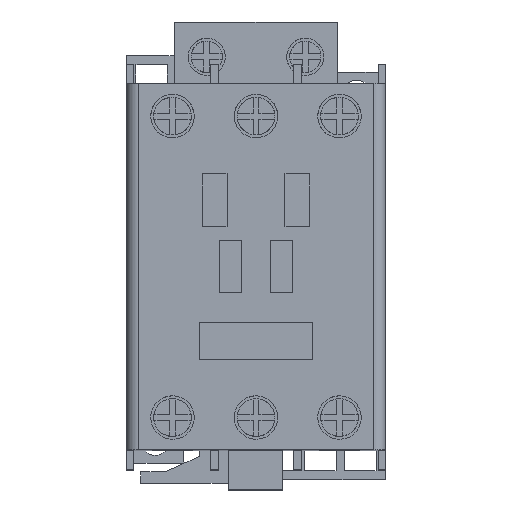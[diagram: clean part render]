
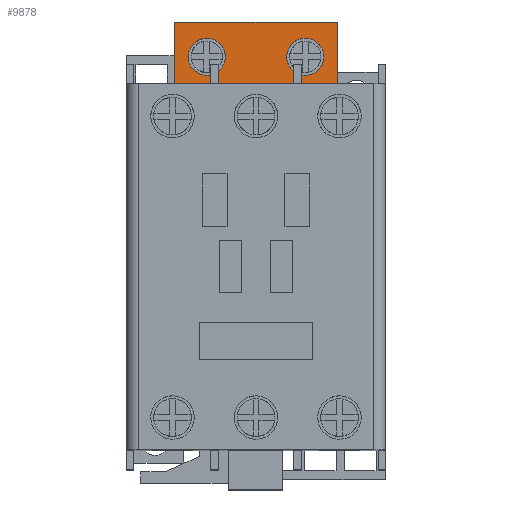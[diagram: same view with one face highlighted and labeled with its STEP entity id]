
A CAD part, top view. The second image highlights one B-rep face of the part: STEP entity #9878.
In plain terms, the highlighted free-form (B-spline) face has degree [1, 1] with [2, 2] control points.
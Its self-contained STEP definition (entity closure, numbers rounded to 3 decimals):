
#8503=CARTESIAN_POINT('V532',(11.7,36.3,
   47.1));
#8504=VERTEX_POINT('V532',#8503);
#8512=CARTESIAN_POINT('E770',(11.7,36.3,
   47.1));
#8513=CARTESIAN_POINT('E770',(11.7,30.757,
   47.1));
#8514=CARTESIAN_POINT('E770',(6.9,33.529,
   47.1));
#8515=CARTESIAN_POINT('E770',(2.1,36.3,
   47.1));
#8516=CARTESIAN_POINT('E770',(6.9,39.071,
   47.1));
#8517=CARTESIAN_POINT('E770',(11.7,41.843,
   47.1));
#8518=CARTESIAN_POINT('E770',(11.7,36.3,
   47.1));
#8526=(BOUNDED_CURVE()B_SPLINE_CURVE(2,(#8512,#8513,#8514,#8515,
   #8516,#8517,#8518),.CIRCULAR_ARC.,.T.,.U.)
   B_SPLINE_CURVE_WITH_KNOTS((3,2,2,3),(0.0,2.217,
   4.434,6.651),.UNSPECIFIED.)CURVE()
   GEOMETRIC_REPRESENTATION_ITEM()RATIONAL_B_SPLINE_CURVE((1.0,
   0.5,1.0,0.5,1.0,0.5,1.0)
   )REPRESENTATION_ITEM('E770'));
#8527=EDGE_CURVE('E770',#8504,#8504,#8526,.T.);
#9082=CARTESIAN_POINT('V533',(-5.3,36.3,
   47.1));
#9083=VERTEX_POINT('V533',#9082);
#9091=CARTESIAN_POINT('E772',(-5.3,36.3,
   47.1));
#9092=CARTESIAN_POINT('E772',(-5.3,30.757,
   47.1));
#9093=CARTESIAN_POINT('E772',(-10.1,33.529,
   47.1));
#9094=CARTESIAN_POINT('E772',(-14.9,36.3,
   47.1));
#9095=CARTESIAN_POINT('E772',(-10.1,39.071,
   47.1));
#9096=CARTESIAN_POINT('E772',(-5.3,41.843,
   47.1));
#9097=CARTESIAN_POINT('E772',(-5.3,36.3,
   47.1));
#9105=(BOUNDED_CURVE()B_SPLINE_CURVE(2,(#9091,#9092,#9093,#9094,
   #9095,#9096,#9097),.CIRCULAR_ARC.,.T.,.U.)
   B_SPLINE_CURVE_WITH_KNOTS((3,2,2,3),(0.0,2.217,
   4.434,6.651),.UNSPECIFIED.)CURVE()
   GEOMETRIC_REPRESENTATION_ITEM()RATIONAL_B_SPLINE_CURVE((1.0,
   0.5,1.0,0.5,1.0,0.5,1.0)
   )REPRESENTATION_ITEM('E772'));
#9106=EDGE_CURVE('E772',#9083,#9083,#9105,.T.);
#9514=CARTESIAN_POINT('V178',(14.0,42.3,
   47.1));
#9515=VERTEX_POINT('V178',#9514);
#9516=CARTESIAN_POINT('V179',(-14.0,42.3,
   47.1));
#9517=VERTEX_POINT('V179',#9516);
#9518=CARTESIAN_POINT('E219',(14.0,42.3,
   47.1));
#9519=CARTESIAN_POINT('E219',(-14.0,42.3,
   47.1));
#9520=B_SPLINE_CURVE_WITH_KNOTS('E219',1,(#9518,#9519),
   .POLYLINE_FORM.,.F.,.U.,(2,2),(0.0,2.542),
   .UNSPECIFIED.);
#9521=EDGE_CURVE('E219',#9515,#9517,#9520,.T.);
#9836=CARTESIAN_POINT('V524',(14.0,31.6,
   47.1));
#9837=VERTEX_POINT('V524',#9836);
#9838=CARTESIAN_POINT('E752',(14.0,42.3,
   47.1));
#9839=CARTESIAN_POINT('E752',(14.0,31.6,
   47.1));
#9840=B_SPLINE_CURVE_WITH_KNOTS('E752',1,(#9838,#9839),
   .POLYLINE_FORM.,.F.,.U.,(2,2),(0.0,0.971),
   .UNSPECIFIED.);
#9841=EDGE_CURVE('E752',#9515,#9837,#9840,.T.);
#9851=CARTESIAN_POINT('F280',(-14.1,31.185,
   47.1));
#9852=CARTESIAN_POINT('F280',(14.1,31.185,
   47.1));
#9853=CARTESIAN_POINT('F280',(-14.1,42.4,
   47.1));
#9854=CARTESIAN_POINT('F280',(14.1,42.4,
   47.1));
#9855=B_SPLINE_SURFACE_WITH_KNOTS('F280',1,1,((#9851,#9853),(
   #9852,#9854)),.PLANE_SURF.,.F.,.F.,.U.,(2,2),(2,2),(0.0,
   2.514),(0.0,1.0),.UNSPECIFIED.);
#9856=CARTESIAN_POINT('V521',(-14.0,31.6,
   47.1));
#9857=VERTEX_POINT('V521',#9856);
#9858=CARTESIAN_POINT('E763',(14.0,31.6,
   47.1));
#9859=CARTESIAN_POINT('E763',(-14.0,31.6,
   47.1));
#9860=QUASI_UNIFORM_CURVE('E763',1,(#9858,#9859),.POLYLINE_FORM.,.F.,
   .U.);
#9861=EDGE_CURVE('E763',#9837,#9857,#9860,.T.);
#9862=ORIENTED_EDGE('E763',*,*,#9861,.F.);
#9863=ORIENTED_EDGE('E752',*,*,#9841,.F.);
#9864=ORIENTED_EDGE('E219',*,*,#9521,.T.);
#9865=CARTESIAN_POINT('E746',(-14.0,31.6,
   47.1));
#9866=CARTESIAN_POINT('E746',(-14.0,42.3,
   47.1));
#9867=B_SPLINE_CURVE_WITH_KNOTS('E746',1,(#9865,#9866),
   .POLYLINE_FORM.,.F.,.U.,(2,2),(0.029,1.0),
   .UNSPECIFIED.);
#9868=EDGE_CURVE('E746',#9857,#9517,#9867,.T.);
#9869=ORIENTED_EDGE('E746',*,*,#9868,.F.);
#9870=EDGE_LOOP('F280',(#9862,#9863,#9864,#9869));
#9871=FACE_OUTER_BOUND('F280',#9870,.T.);
#9872=ORIENTED_EDGE('F279',*,*,#9106,.T.);
#9873=EDGE_LOOP('F280',(#9872));
#9874=FACE_BOUND('F280',#9873,.T.);
#9875=ORIENTED_EDGE('F278',*,*,#8527,.T.);
#9876=EDGE_LOOP('F280',(#9875));
#9877=FACE_BOUND('F280',#9876,.T.);
#9878=ADVANCED_FACE('F280',(#9871,#9874,#9877),#9855,.T.);
